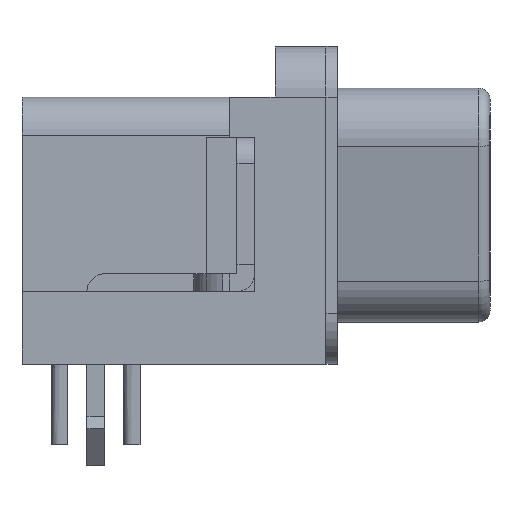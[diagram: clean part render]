
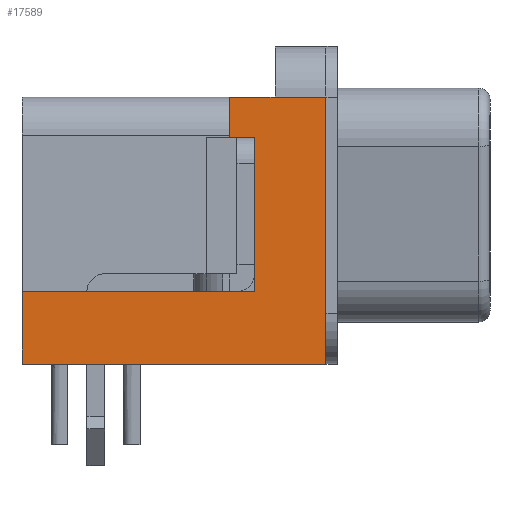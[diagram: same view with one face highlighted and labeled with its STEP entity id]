
A CAD part, left-side view. The second image highlights one B-rep face of the part: STEP entity #17589.
In plain terms, the highlighted planar face has unit normal (-1, 0, 0).
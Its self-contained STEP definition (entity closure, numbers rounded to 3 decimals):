
#5839=ORIENTED_EDGE('',*,*,#8608,.T.);
#5840=ORIENTED_EDGE('',*,*,#8496,.T.);
#5841=ORIENTED_EDGE('',*,*,#8606,.T.);
#5842=ORIENTED_EDGE('',*,*,#8607,.T.);
#5843=ORIENTED_EDGE('',*,*,#8525,.F.);
#5844=ORIENTED_EDGE('',*,*,#8609,.T.);
#5845=ORIENTED_EDGE('',*,*,#8530,.T.);
#5846=ORIENTED_EDGE('',*,*,#8610,.T.);
#5847=ORIENTED_EDGE('',*,*,#8611,.T.);
#8496=EDGE_CURVE('',#10179,#10181,#11853,.T.);
#8525=EDGE_CURVE('',#10205,#10204,#11878,.T.);
#8530=EDGE_CURVE('',#10209,#10208,#11883,.T.);
#8606=EDGE_CURVE('',#10181,#10259,#11948,.T.);
#8607=EDGE_CURVE('',#10259,#10204,#11949,.T.);
#8608=EDGE_CURVE('',#10260,#10179,#11950,.T.);
#8609=EDGE_CURVE('',#10205,#10209,#11951,.T.);
#8610=EDGE_CURVE('',#10208,#10261,#11952,.T.);
#8611=EDGE_CURVE('',#10261,#10260,#11953,.T.);
#10179=VERTEX_POINT('',#54384);
#10181=VERTEX_POINT('',#54388);
#10204=VERTEX_POINT('',#54446);
#10205=VERTEX_POINT('',#54448);
#10208=VERTEX_POINT('',#54458);
#10209=VERTEX_POINT('',#54460);
#10259=VERTEX_POINT('',#54606);
#10260=VERTEX_POINT('',#54612);
#10261=VERTEX_POINT('',#54615);
#11853=LINE('',#54389,#13593);
#11878=LINE('',#54449,#13618);
#11883=LINE('',#54459,#13623);
#11948=LINE('',#54607,#13688);
#11949=LINE('',#54609,#13689);
#11950=LINE('',#54611,#13690);
#11951=LINE('',#54613,#13691);
#11952=LINE('',#54614,#13692);
#11953=LINE('',#54616,#13693);
#13593=VECTOR('',#23022,1000.);
#13618=VECTOR('',#23069,1000.);
#13623=VECTOR('',#23078,1000.);
#13688=VECTOR('',#23207,1000.);
#13689=VECTOR('',#23210,1000.);
#13690=VECTOR('',#23213,1000.);
#13691=VECTOR('',#23214,1000.);
#13692=VECTOR('',#23215,1000.);
#13693=VECTOR('',#23216,1000.);
#14846=EDGE_LOOP('',(#5839,#5840,#5841,#5842,#5843,#5844,#5845,#5846,#5847));
#16009=FACE_BOUND('',#14846,.T.);
#16578=PLANE('',#19143);
#17589=ADVANCED_FACE('',(#16009),#16578,.T.);
#19143=AXIS2_PLACEMENT_3D('',#54610,#23211,#23212);
#23022=DIRECTION('',(0.,1.,0.));
#23069=DIRECTION('',(0.,1.,0.));
#23078=DIRECTION('',(0.,1.,0.));
#23207=DIRECTION('',(0.,1.,0.));
#23210=DIRECTION('',(0.,0.,-1.));
#23211=DIRECTION('',(-1.,0.,0.));
#23212=DIRECTION('',(0.,0.,1.));
#23213=DIRECTION('',(0.,0.,1.));
#23214=DIRECTION('',(0.,0.,-1.));
#23215=DIRECTION('',(0.,0.,-1.));
#23216=DIRECTION('',(0.,-1.,0.));
#54384=CARTESIAN_POINT('',(-19.6,-5.975,4.25));
#54388=CARTESIAN_POINT('',(-19.6,-3.975,4.25));
#54389=CARTESIAN_POINT('',(-19.6,0.,4.25));
#54446=CARTESIAN_POINT('',(-19.6,-2.175,2.65));
#54448=CARTESIAN_POINT('',(-19.6,-3.175,2.65));
#54449=CARTESIAN_POINT('',(-19.6,-3.175,2.65));
#54458=CARTESIAN_POINT('',(-19.6,5.975,-3.4));
#54459=CARTESIAN_POINT('',(-19.6,-2.175,-3.4));
#54460=CARTESIAN_POINT('',(-19.6,-3.175,-3.4));
#54606=CARTESIAN_POINT('',(-19.6,-2.175,4.25));
#54607=CARTESIAN_POINT('',(-19.6,-3.975,4.25));
#54609=CARTESIAN_POINT('',(-19.6,-2.175,4.25));
#54610=CARTESIAN_POINT('',(-19.6,0.,0.));
#54611=CARTESIAN_POINT('',(-19.6,-5.975,-6.25));
#54612=CARTESIAN_POINT('',(-19.6,-5.975,-6.25));
#54613=CARTESIAN_POINT('',(-19.6,-3.175,2.65));
#54614=CARTESIAN_POINT('',(-19.6,5.975,4.25));
#54615=CARTESIAN_POINT('',(-19.6,5.975,-6.25));
#54616=CARTESIAN_POINT('',(-19.6,5.975,-6.25));
